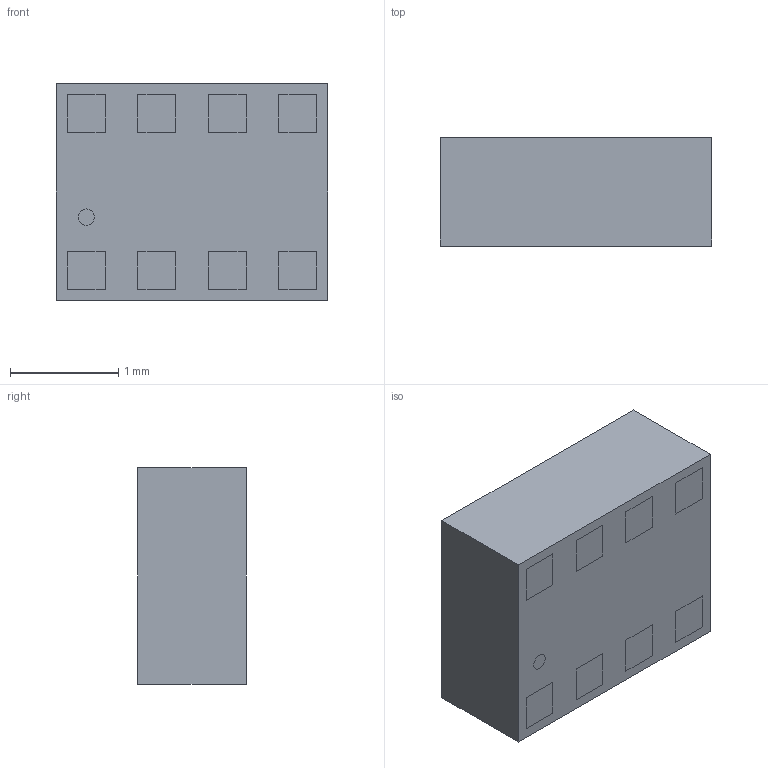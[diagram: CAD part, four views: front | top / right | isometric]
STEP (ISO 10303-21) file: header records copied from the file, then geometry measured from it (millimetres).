
FILE_DESCRIPTION (( 'STEP AP214' ), '1' );
FILE_NAME ('DPS310XTSA1.STEP', '2018-06-15T12:15:54', ( '' ), ( '' ), 'SwSTEP 2.0', 'SolidWorks 2017', '' );
FILE_SCHEMA (( 'AUTOMOTIVE_DESIGN' ));
Length unit declared in the file: millimetre
Products named in the file (1): DPS310XTSA1
Bounding box: 2.5 x 1 x 2 mm (x, y, z)
Volume: 5 mm3; surface area: 23.5 mm2
Topology: 11 solids, 11 shells, 108 faces, 228 edges, 152 vertices
Faces by surface type: plane 100, cylinder 8
Entity records: 2972 total; most frequent: CARTESIAN_POINT 489, DIRECTION 462, ORIENTED_EDGE 456, EDGE_CURVE 228, LINE 212, VECTOR 212, VERTEX_POINT 152, AXIS2_PLACEMENT_3D 125
